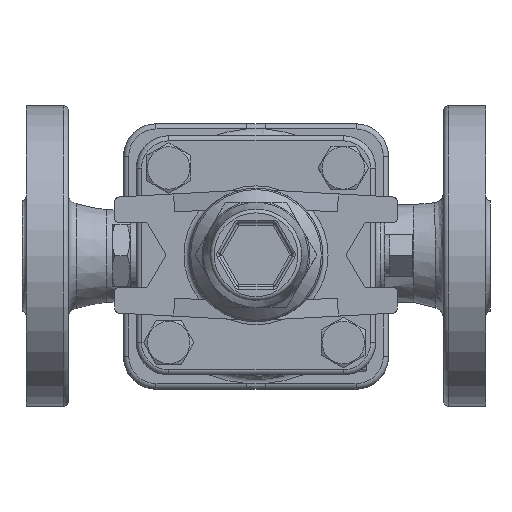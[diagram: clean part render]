
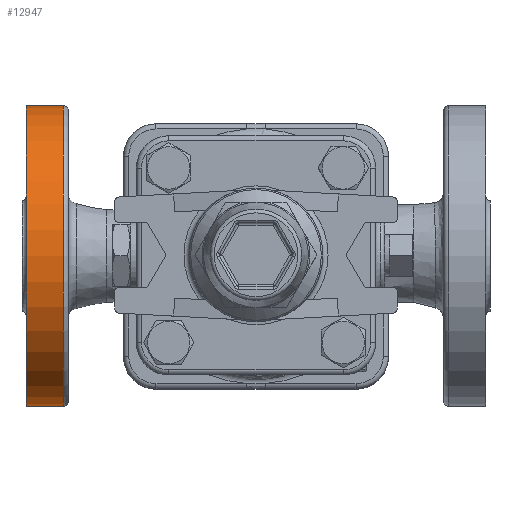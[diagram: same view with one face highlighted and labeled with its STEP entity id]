
A CAD part, top view. The second image highlights one B-rep face of the part: STEP entity #12947.
In plain terms, the highlighted cylindrical face has radius 58.5 mm (diameter 117 mm), a full revolution.
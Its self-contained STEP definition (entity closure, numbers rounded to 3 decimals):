
#454=FACE_BOUND('',#4650,.T.);
#2813=CYLINDRICAL_SURFACE('',#14308,58.5);
#3624=FACE_OUTER_BOUND('',#4649,.T.);
#4649=EDGE_LOOP('',(#11982));
#4650=EDGE_LOOP('',(#11983));
#5352=CIRCLE('',#14307,58.5);
#5353=CIRCLE('',#14309,58.5);
#6544=VERTEX_POINT('',#36284);
#6545=VERTEX_POINT('',#36287);
#8372=EDGE_CURVE('',#6544,#6544,#5352,.T.);
#8373=EDGE_CURVE('',#6545,#6545,#5353,.T.);
#11982=ORIENTED_EDGE('',*,*,#8373,.T.);
#11983=ORIENTED_EDGE('',*,*,#8372,.F.);
#12947=ADVANCED_FACE('',(#3624,#454),#2813,.T.);
#14307=AXIS2_PLACEMENT_3D('',#36285,#17690,#17691);
#14308=AXIS2_PLACEMENT_3D('',#36286,#17692,#17693);
#14309=AXIS2_PLACEMENT_3D('',#36288,#17694,#17695);
#17690=DIRECTION('center_axis',(1.,0.,0.));
#17691=DIRECTION('ref_axis',(0.,0.,1.));
#17692=DIRECTION('center_axis',(1.,0.,0.));
#17693=DIRECTION('ref_axis',(0.,0.,1.));
#17694=DIRECTION('center_axis',(1.,0.,0.));
#17695=DIRECTION('ref_axis',(0.,0.,1.));
#36284=CARTESIAN_POINT('',(-75.,0.,19.5));
#36285=CARTESIAN_POINT('Origin',(-75.,0.,78.));
#36286=CARTESIAN_POINT('Origin',(-73.,0.,78.));
#36287=CARTESIAN_POINT('',(-89.4,0.,19.5));
#36288=CARTESIAN_POINT('Origin',(-89.4,0.,78.));
